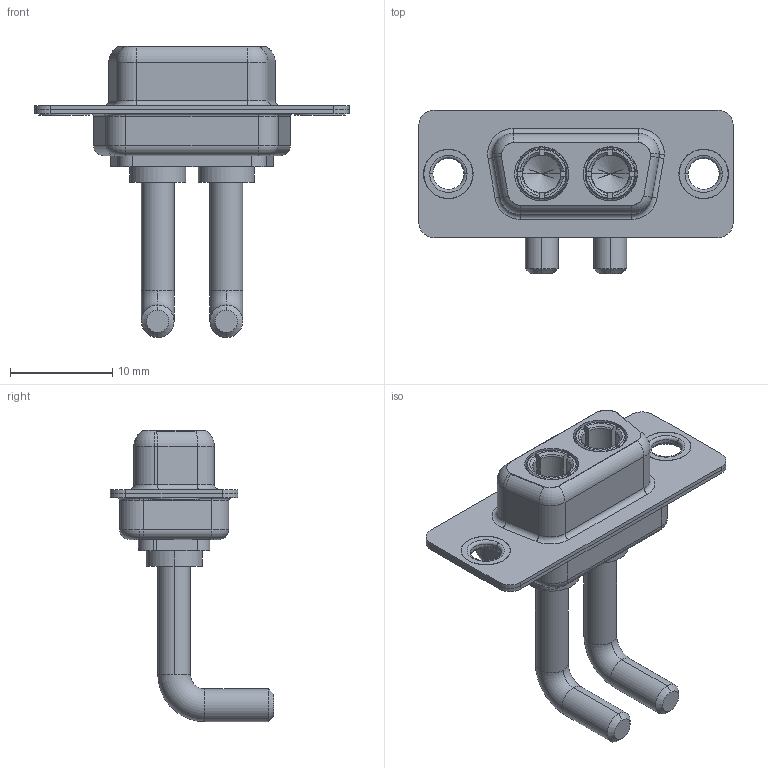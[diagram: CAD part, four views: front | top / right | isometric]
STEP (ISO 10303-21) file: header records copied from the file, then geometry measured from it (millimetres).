
FILE_DESCRIPTION (( 'STEP AP203' ), '1' );
FILE_NAME ('630-2W2-650-3N1.STEP', '2022-05-26T20:51:59', ( '' ), ( '' ), 'SwSTEP 2.0', 'SolidWorks 2020', '' );
FILE_SCHEMA (( 'CONFIG_CONTROL_DESIGN' ));
Length unit declared in the file: millimetre
Products named in the file (6): 630Combo Housing_2W2; 630Combo Thru Hole Rivet; 630-2W2-650-3N1; Power Socket_Ext 30A RA; 630Combo Shell Rear_09 Contacts; 630Combo Shell Front_09 Contacts
Assembly tree (7 placements, depth 2):
  630-2W2-650-3N1
    630Combo Housing_2W2
    630Combo Shell Front_09 Contacts
    630Combo Shell Rear_09 Contacts
    630Combo Thru Hole Rivet  x2
    Power Socket_Ext 30A RA  x2
Bounding box: 30.8 x 16 x 28.53 mm (x, y, z)
Volume: 1900 mm3; surface area: 4428.2 mm2
Topology: 9 solids, 9 shells, 409 faces, 1015 edges, 637 vertices
Faces by surface type: cylinder 171, plane 125, torus 77, cone 34, bspline 2
Entity records: 10356 total; most frequent: CARTESIAN_POINT 2002, DIRECTION 1726, ORIENTED_EDGE 1554, EDGE_CURVE 777, AXIS2_PLACEMENT_3D 705, VERTEX_POINT 488, CIRCLE 380, EDGE_LOOP 349
